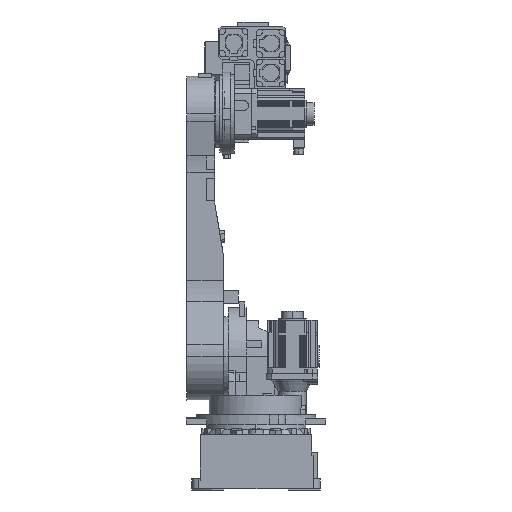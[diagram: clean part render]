
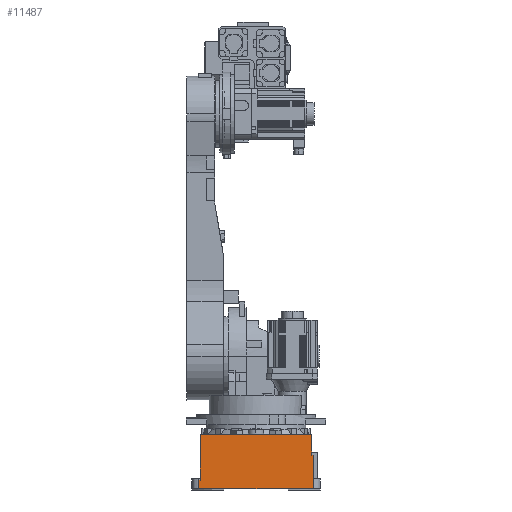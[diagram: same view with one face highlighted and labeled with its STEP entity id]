
A CAD part, left-side view. The second image highlights one B-rep face of the part: STEP entity #11487.
In plain terms, the highlighted planar face has unit normal (-1, 0, 0).
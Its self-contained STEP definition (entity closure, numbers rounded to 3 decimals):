
#592 = VECTOR ( 'NONE', #13469, 1000. ) ;
#3347 = FACE_OUTER_BOUND ( 'NONE', #14397, .T. ) ;
#3504 = VECTOR ( 'NONE', #3844, 1000. ) ;
#3844 = DIRECTION ( 'NONE',  ( 0., 0., -1. ) ) ;
#4141 = VECTOR ( 'NONE', #33204, 1000. ) ;
#4257 = VECTOR ( 'NONE', #11549, 1000. ) ;
#4980 = VECTOR ( 'NONE', #48050, 1000. ) ;
#5269 = CARTESIAN_POINT ( 'NONE',  ( -415., -23.33, 205. ) ) ;
#7805 = LINE ( 'NONE', #8619, #9076 ) ;
#7932 = ORIENTED_EDGE ( 'NONE', *, *, #21082, .T. ) ;
#7999 = PLANE ( 'NONE',  #34706 ) ;
#8147 = EDGE_CURVE ( 'NONE', #44424, #9839, #31533, .T. ) ;
#8172 = DIRECTION ( 'NONE',  ( -1., 0., 0. ) ) ;
#8594 = VERTEX_POINT ( 'NONE', #26807 ) ;
#8619 = CARTESIAN_POINT ( 'NONE',  ( -415., 5., 0. ) ) ;
#8634 = CARTESIAN_POINT ( 'NONE',  ( -415., 200., -200. ) ) ;
#8809 = ORIENTED_EDGE ( 'NONE', *, *, #50416, .T. ) ;
#9076 = VECTOR ( 'NONE', #40579, 1000. ) ;
#9459 = CARTESIAN_POINT ( 'NONE',  ( -415., 200., -250.346 ) ) ;
#9839 = VERTEX_POINT ( 'NONE', #51309 ) ;
#9916 = VERTEX_POINT ( 'NONE', #27845 ) ;
#11487 = ADVANCED_FACE ( 'NONE', ( #3347 ), #7999, .T. ) ;
#11499 = CARTESIAN_POINT ( 'NONE',  ( -415., 5., -205. ) ) ;
#11549 = DIRECTION ( 'NONE',  ( 0., 1., 0. ) ) ;
#11974 = EDGE_CURVE ( 'NONE', #14367, #44424, #13993, .T. ) ;
#13469 = DIRECTION ( 'NONE',  ( 0., 0., -1. ) ) ;
#13795 = DIRECTION ( 'NONE',  ( 0., -1., 0. ) ) ;
#13993 = LINE ( 'NONE', #41741, #33918 ) ;
#14367 = VERTEX_POINT ( 'NONE', #8634 ) ;
#14397 = EDGE_LOOP ( 'NONE', ( #23254, #15869, #17165, #48675, #8809, #32987, #7932, #18689 ) ) ;
#15848 = CARTESIAN_POINT ( 'NONE',  ( -415., 5., 205. ) ) ;
#15869 = ORIENTED_EDGE ( 'NONE', *, *, #46120, .T. ) ;
#17165 = ORIENTED_EDGE ( 'NONE', *, *, #43936, .T. ) ;
#18453 = VECTOR ( 'NONE', #39839, 1000. ) ;
#18689 = ORIENTED_EDGE ( 'NONE', *, *, #11974, .T. ) ;
#20037 = CARTESIAN_POINT ( 'NONE',  ( -415., -19.275, -250.346 ) ) ;
#21082 = EDGE_CURVE ( 'NONE', #9916, #14367, #32475, .T. ) ;
#23254 = ORIENTED_EDGE ( 'NONE', *, *, #8147, .T. ) ;
#23768 = CARTESIAN_POINT ( 'NONE',  ( -415., 125., -250.346 ) ) ;
#23915 = CARTESIAN_POINT ( 'NONE',  ( -415., -19.275, -205. ) ) ;
#23936 = VERTEX_POINT ( 'NONE', #11499 ) ;
#24707 = CARTESIAN_POINT ( 'NONE',  ( -415., 125., 205. ) ) ;
#25698 = VERTEX_POINT ( 'NONE', #24707 ) ;
#26016 = LINE ( 'NONE', #23768, #3504 ) ;
#26213 = LINE ( 'NONE', #23915, #4980 ) ;
#26807 = CARTESIAN_POINT ( 'NONE',  ( -415., 125., 200. ) ) ;
#27845 = CARTESIAN_POINT ( 'NONE',  ( -415., 200., 200. ) ) ;
#31533 = LINE ( 'NONE', #47876, #18453 ) ;
#32475 = LINE ( 'NONE', #9459, #592 ) ;
#32987 = ORIENTED_EDGE ( 'NONE', *, *, #40936, .T. ) ;
#33204 = DIRECTION ( 'NONE',  ( 0., -1., 0. ) ) ;
#33918 = VECTOR ( 'NONE', #13795, 1000. ) ;
#34706 = AXIS2_PLACEMENT_3D ( 'NONE', #20037, #8172, #36052 ) ;
#35411 = CARTESIAN_POINT ( 'NONE',  ( -415., -19.275, 200. ) ) ;
#36052 = DIRECTION ( 'NONE',  ( 0., 0., 1. ) ) ;
#36788 = EDGE_CURVE ( 'NONE', #25698, #44886, #37243, .T. ) ;
#37243 = LINE ( 'NONE', #5269, #4141 ) ;
#39839 = DIRECTION ( 'NONE',  ( 0., 0., -1. ) ) ;
#40579 = DIRECTION ( 'NONE',  ( 0., 0., 1. ) ) ;
#40884 = CARTESIAN_POINT ( 'NONE',  ( -415., 35., -200. ) ) ;
#40936 = EDGE_CURVE ( 'NONE', #8594, #9916, #44277, .T. ) ;
#41741 = CARTESIAN_POINT ( 'NONE',  ( -415., -19.275, -200. ) ) ;
#43936 = EDGE_CURVE ( 'NONE', #23936, #44886, #7805, .T. ) ;
#44277 = LINE ( 'NONE', #35411, #4257 ) ;
#44424 = VERTEX_POINT ( 'NONE', #40884 ) ;
#44886 = VERTEX_POINT ( 'NONE', #15848 ) ;
#46120 = EDGE_CURVE ( 'NONE', #9839, #23936, #26213, .T. ) ;
#47876 = CARTESIAN_POINT ( 'NONE',  ( -415., 35., -250.346 ) ) ;
#48050 = DIRECTION ( 'NONE',  ( 0., -1., 0. ) ) ;
#48675 = ORIENTED_EDGE ( 'NONE', *, *, #36788, .F. ) ;
#50416 = EDGE_CURVE ( 'NONE', #25698, #8594, #26016, .T. ) ;
#51309 = CARTESIAN_POINT ( 'NONE',  ( -415., 35., -205. ) ) ;
